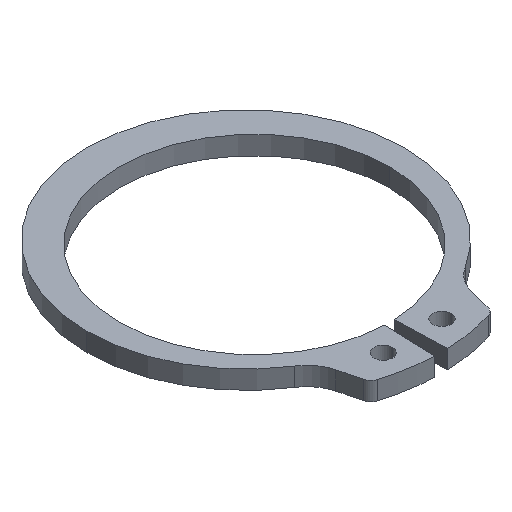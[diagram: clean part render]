
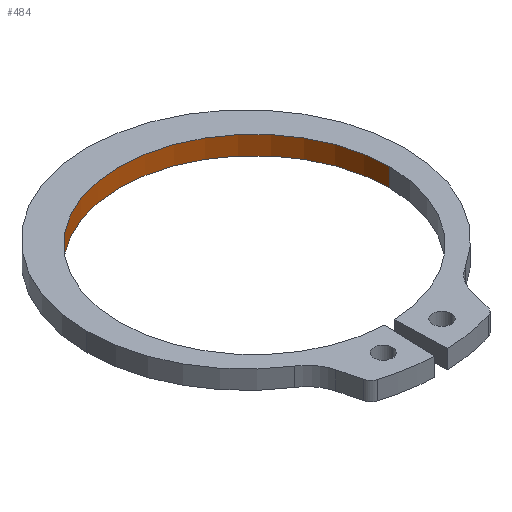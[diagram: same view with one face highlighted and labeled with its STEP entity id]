
A CAD part, isometric view. The second image highlights one B-rep face of the part: STEP entity #484.
In plain terms, the highlighted cylindrical face has radius 18.25 mm (diameter 36.5 mm), a partial arc.
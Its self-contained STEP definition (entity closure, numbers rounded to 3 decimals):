
#12 = VECTOR ( 'NONE', #238, 1000. ) ;
#24 = CARTESIAN_POINT ( 'NONE',  ( 0., 0., 1.25 ) ) ;
#36 = CIRCLE ( 'NONE', #396, 18.25 ) ;
#60 = CARTESIAN_POINT ( 'NONE',  ( 18.25, 0., 1.25 ) ) ;
#71 = EDGE_CURVE ( 'NONE', #179, #105, #286, .T. ) ;
#81 = EDGE_CURVE ( 'NONE', #476, #314, #385, .T. ) ;
#104 = VECTOR ( 'NONE', #542, 1000. ) ;
#105 = VERTEX_POINT ( 'NONE', #172 ) ;
#106 = CARTESIAN_POINT ( 'NONE',  ( 0., 0., -1.25 ) ) ;
#147 = DIRECTION ( 'NONE',  ( 0., 0., -1. ) ) ;
#155 = CIRCLE ( 'NONE', #697, 18.25 ) ;
#172 = CARTESIAN_POINT ( 'NONE',  ( 18.25, 0., -1.25 ) ) ;
#174 = CARTESIAN_POINT ( 'NONE',  ( -18.25, 0., 1.25 ) ) ;
#179 = VERTEX_POINT ( 'NONE', #60 ) ;
#205 = CYLINDRICAL_SURFACE ( 'NONE', #717, 18.25 ) ;
#238 = DIRECTION ( 'NONE',  ( 0., 0., -1. ) ) ;
#286 = LINE ( 'NONE', #549, #104 ) ;
#304 = ORIENTED_EDGE ( 'NONE', *, *, #81, .T. ) ;
#314 = VERTEX_POINT ( 'NONE', #317 ) ;
#317 = CARTESIAN_POINT ( 'NONE',  ( -18.25, 0., -1.25 ) ) ;
#385 = LINE ( 'NONE', #174, #12 ) ;
#394 = CARTESIAN_POINT ( 'NONE',  ( -18.25, 0., 1.25 ) ) ;
#396 = AXIS2_PLACEMENT_3D ( 'NONE', #24, #458, #704 ) ;
#416 = DIRECTION ( 'NONE',  ( 1., 0., 0. ) ) ;
#458 = DIRECTION ( 'NONE',  ( 0., 0., -1. ) ) ;
#476 = VERTEX_POINT ( 'NONE', #394 ) ;
#484 = ADVANCED_FACE ( 'NONE', ( #556 ), #205, .F. ) ;
#490 = ORIENTED_EDGE ( 'NONE', *, *, #507, .F. ) ;
#507 = EDGE_CURVE ( 'NONE', #476, #179, #36, .T. ) ;
#513 = ORIENTED_EDGE ( 'NONE', *, *, #71, .F. ) ;
#517 = CARTESIAN_POINT ( 'NONE',  ( 0., 0., 1.25 ) ) ;
#533 = ORIENTED_EDGE ( 'NONE', *, *, #760, .T. ) ;
#540 = DIRECTION ( 'NONE',  ( 0., 0., -1. ) ) ;
#542 = DIRECTION ( 'NONE',  ( 0., 0., -1. ) ) ;
#549 = CARTESIAN_POINT ( 'NONE',  ( 18.25, 0., 1.25 ) ) ;
#556 = FACE_OUTER_BOUND ( 'NONE', #789, .T. ) ;
#697 = AXIS2_PLACEMENT_3D ( 'NONE', #106, #540, #416 ) ;
#704 = DIRECTION ( 'NONE',  ( 1., 0., 0. ) ) ;
#717 = AXIS2_PLACEMENT_3D ( 'NONE', #517, #147, #770 ) ;
#760 = EDGE_CURVE ( 'NONE', #314, #105, #155, .T. ) ;
#770 = DIRECTION ( 'NONE',  ( -1., 0., 0. ) ) ;
#789 = EDGE_LOOP ( 'NONE', ( #513, #490, #304, #533 ) ) ;
